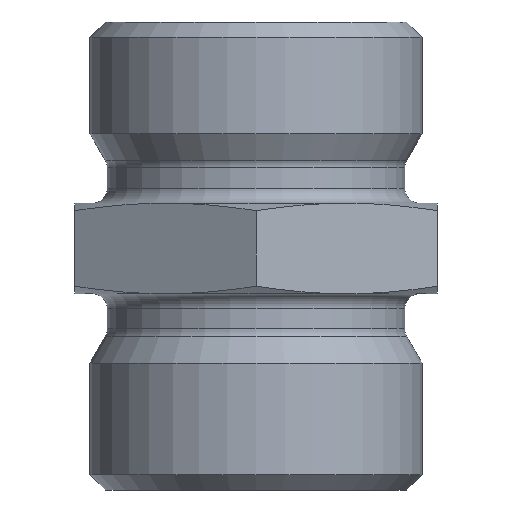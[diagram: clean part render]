
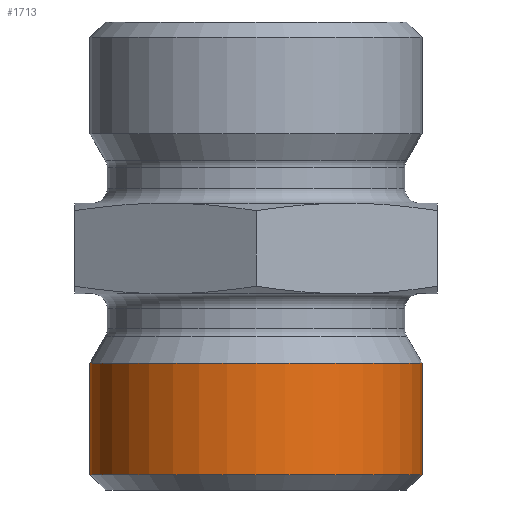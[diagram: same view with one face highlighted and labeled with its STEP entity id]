
A CAD part, front view. The second image highlights one B-rep face of the part: STEP entity #1713.
In plain terms, the highlighted cylindrical face has radius 11 mm (diameter 22 mm), a full revolution.
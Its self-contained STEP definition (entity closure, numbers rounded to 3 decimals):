
#1679=CARTESIAN_POINT('',(-16.435,8.457,8.408));
#1680=VERTEX_POINT('',#1679);
#1681=CARTESIAN_POINT('',(-5.435,8.457,8.408));
#1682=DIRECTION('',(0.0,0.0,1.0));
#1683=DIRECTION('',(1.0,0.0,0.0));
#1684=AXIS2_PLACEMENT_3D('',#1681,#1682,#1683);
#1685=CIRCLE('',#1684,11.0);
#1686=EDGE_CURVE('',#1680,#1680,#1685,.T.);
#1694=CARTESIAN_POINT('',(-5.435,8.457,0.0));
#1695=DIRECTION('',(0.0,0.0,1.0));
#1696=DIRECTION('',(1.0,0.0,0.0));
#1697=AXIS2_PLACEMENT_3D('',#1694,#1695,#1696);
#1698=CYLINDRICAL_SURFACE('',#1697,11.0);
#1699=CARTESIAN_POINT('',(-16.435,8.457,1.0));
#1700=VERTEX_POINT('',#1699);
#1701=CARTESIAN_POINT('',(-5.435,8.457,1.0));
#1702=DIRECTION('',(0.0,0.0,-1.0));
#1703=DIRECTION('',(1.0,0.0,0.0));
#1704=AXIS2_PLACEMENT_3D('',#1701,#1702,#1703);
#1705=CIRCLE('',#1704,11.0);
#1706=EDGE_CURVE('',#1700,#1700,#1705,.T.);
#1707=ORIENTED_EDGE('',*,*,#1706,.F.);
#1708=EDGE_LOOP('',(#1707));
#1709=FACE_OUTER_BOUND('',#1708,.T.);
#1710=ORIENTED_EDGE('',*,*,#1686,.F.);
#1711=EDGE_LOOP('',(#1710));
#1712=FACE_BOUND('',#1711,.T.);
#1713=ADVANCED_FACE('',(#1709,#1712),#1698,.T.);
